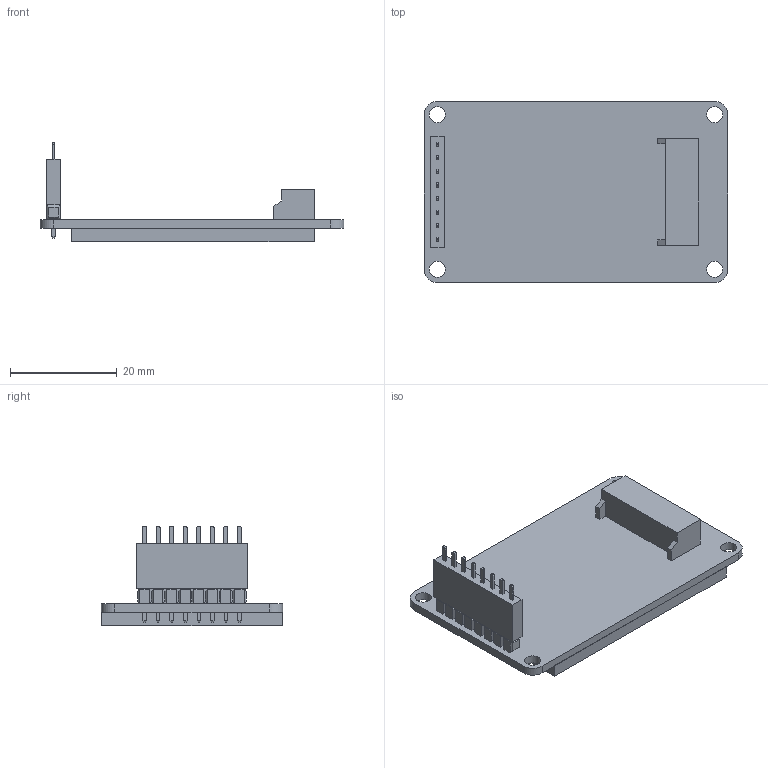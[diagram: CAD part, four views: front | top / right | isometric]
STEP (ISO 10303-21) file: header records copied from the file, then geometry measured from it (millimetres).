
FILE_DESCRIPTION(/* description */ (''),/* implementation_level */ '2;1');
FILE_NAME(/* name */ '18inchlcdmodule v5.step',/* time_stamp */ '2021-11-14T15:45:11+01:00',/* author */ (''),/* organization */ (''),/* preprocessor_version */ 'ST-DEVELOPER v18.1',/* originating_system */ 'Autodesk Translation Framework v10.10.0.1391',/* authorisation */ '');
FILE_SCHEMA (('AUTOMOTIVE_DESIGN { 1 0 10303 214 3 1 1 }'));
Length unit declared in the file: millimetre
Products named in the file (5): 18inchlcdmodule; header_1x8_M; holder; pin; header_1x8_F
Assembly tree (11 placements, depth 3):
  18inchlcdmodule
    header_1x8_M
      holder
      pin  x8
    header_1x8_F
Bounding box: 57 x 34 x 18.6 mm (x, y, z)
Volume: 8090.7 mm3; surface area: 6168.8 mm2
Topology: 11 solids, 11 shells, 467 faces, 1154 edges, 728 vertices
Faces by surface type: plane 419, cylinder 48
Full cylindrical faces by diameter (mm): 1 x8, 3 x4
Entity records: 11570 total; most frequent: CARTESIAN_POINT 1959, ORIENTED_EDGE 1916, DIRECTION 1856, EDGE_CURVE 958, LINE 830, VECTOR 830, VERTEX_POINT 616, AXIS2_PLACEMENT_3D 513
